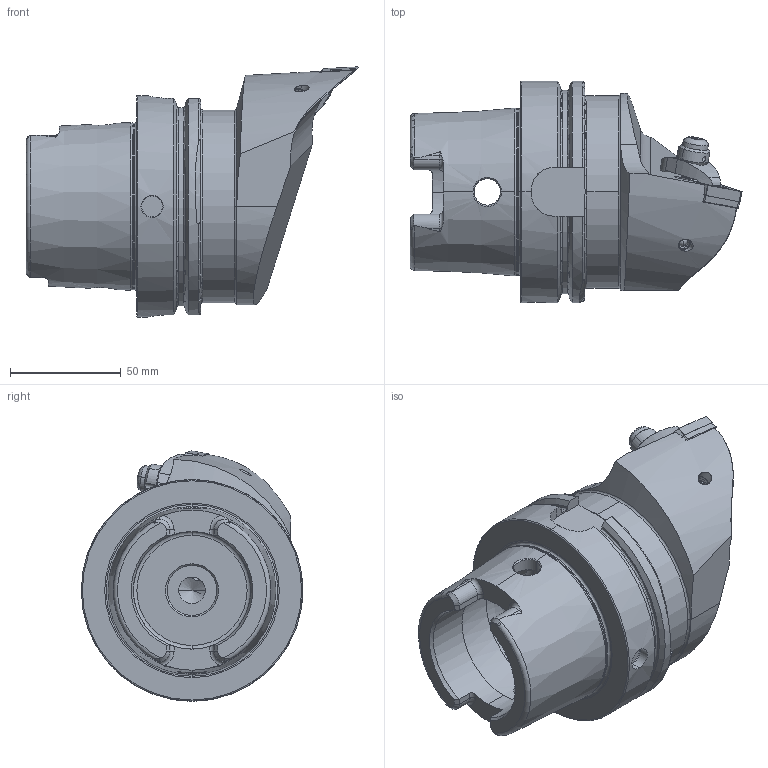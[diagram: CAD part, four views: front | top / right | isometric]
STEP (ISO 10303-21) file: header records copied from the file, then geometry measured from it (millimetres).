
FILE_DESCRIPTION (( 'STEP AP214' ), '1' );
FILE_NAME ('HA0.KVD.LJA.100.STEP', '2014-09-03T09:24:39', ( 'baer' ), ( 'Hewlett-Packard Company' ), 'SwSTEP 2.0', 'SolidWorks 2012', '' );
FILE_SCHEMA (( 'AUTOMOTIVE_DESIGN' ));
Length unit declared in the file: millimetre
Products named in the file (11): KVT_MB_600_060; ISO 13337 - 3 x 12_PreviewCfg; WCC-ER5.102.012_B; WCC-ER5.102.005_A; WCC-ER4.103.032_A; WCC-ER3.102.024_C; WCB-ER2.001.009_A; WVD-ER2.101.003_A; VNMG160404; HA0-KVD.LJA.100_B_Fertigbearbeitung; HA0.KVD.LJA.100
Assembly tree (10 placements, depth 2):
  HA0.KVD.LJA.100
    HA0-KVD.LJA.100_B_Fertigbearbeitung
    VNMG160404
    WVD-ER2.101.003_A
    WCB-ER2.001.009_A
    WCC-ER3.102.024_C
    WCC-ER4.103.032_A
    WCC-ER5.102.005_A
    WCC-ER5.102.012_B
    ISO 13337 - 3 x 12_PreviewCfg
    KVT_MB_600_060
Bounding box: 149.9 x 100 x 113 mm (x, y, z)
Volume: 486054.8 mm3; surface area: 70900.6 mm2
Topology: 11 solids, 11 shells, 470 faces, 1178 edges, 720 vertices
Faces by surface type: cylinder 154, plane 121, cone 107, torus 65, bspline 19, sphere 4
Entity records: 18254 total; most frequent: CARTESIAN_POINT 5614, ORIENTED_EDGE 2322, DIRECTION 2285, EDGE_CURVE 1161, AXIS2_PLACEMENT_3D 926, VERTEX_POINT 717, EDGE_LOOP 498, FACE_OUTER_BOUND 470
